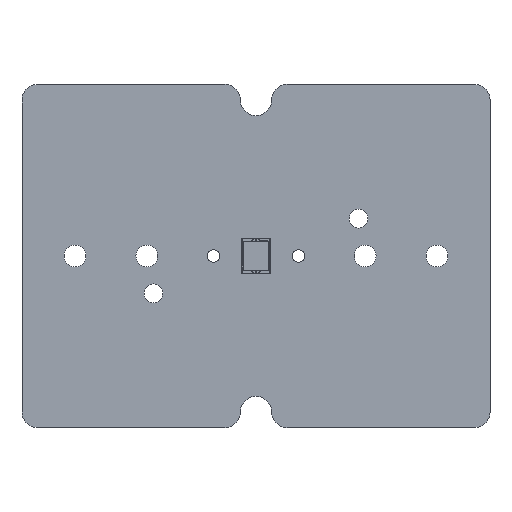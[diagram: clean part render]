
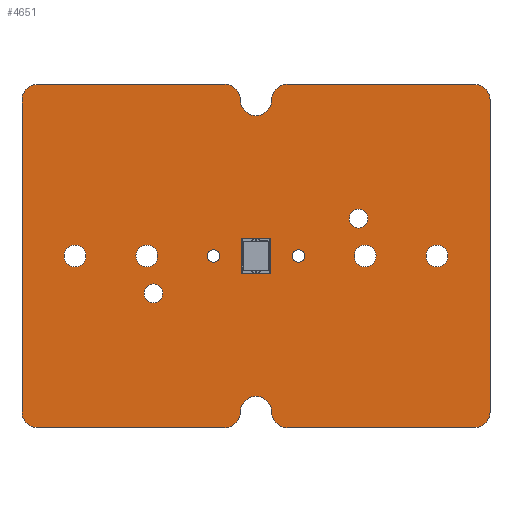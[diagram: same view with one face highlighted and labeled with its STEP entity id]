
A CAD part, top view. The second image highlights one B-rep face of the part: STEP entity #4651.
In plain terms, the highlighted planar face has unit normal (0, 0, 1).
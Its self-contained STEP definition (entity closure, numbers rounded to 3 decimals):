
#3796 = VERTEX_POINT('',#3797);
#3797 = CARTESIAN_POINT('',(-5.,27.5,1.606));
#3803 = EDGE_CURVE('',#3796,#3804,#3806,.T.);
#3804 = VERTEX_POINT('',#3805);
#3805 = CARTESIAN_POINT('',(-2.5,25.,1.606));
#3806 = CIRCLE('',#3807,2.5);
#3807 = AXIS2_PLACEMENT_3D('',#3808,#3809,#3810);
#3808 = CARTESIAN_POINT('',(-5.,25.,1.606));
#3809 = DIRECTION('',(0.,0.,-1.));
#3810 = DIRECTION('',(0.,1.,0.));
#3836 = EDGE_CURVE('',#3804,#3837,#3839,.T.);
#3837 = VERTEX_POINT('',#3838);
#3838 = CARTESIAN_POINT('',(2.5,25.,1.606));
#3839 = CIRCLE('',#3840,2.5);
#3840 = AXIS2_PLACEMENT_3D('',#3841,#3842,#3843);
#3841 = CARTESIAN_POINT('',(0.,25.,1.606));
#3842 = DIRECTION('',(0.,0.,1.));
#3843 = DIRECTION('',(-1.,0.,-0.));
#3869 = EDGE_CURVE('',#3837,#3870,#3872,.T.);
#3870 = VERTEX_POINT('',#3871);
#3871 = CARTESIAN_POINT('',(5.,27.5,1.606));
#3872 = CIRCLE('',#3873,2.5);
#3873 = AXIS2_PLACEMENT_3D('',#3874,#3875,#3876);
#3874 = CARTESIAN_POINT('',(5.,25.,1.606));
#3875 = DIRECTION('',(0.,0.,-1.));
#3876 = DIRECTION('',(-1.,0.,-0.));
#3902 = EDGE_CURVE('',#3870,#3903,#3905,.T.);
#3903 = VERTEX_POINT('',#3904);
#3904 = CARTESIAN_POINT('',(35.,27.5,1.606));
#3905 = LINE('',#3906,#3907);
#3906 = CARTESIAN_POINT('',(5.,27.5,1.606));
#3907 = VECTOR('',#3908,1.);
#3908 = DIRECTION('',(1.,0.,0.));
#3933 = EDGE_CURVE('',#3903,#3934,#3936,.T.);
#3934 = VERTEX_POINT('',#3935);
#3935 = CARTESIAN_POINT('',(37.5,25.,1.606));
#3936 = CIRCLE('',#3937,2.5);
#3937 = AXIS2_PLACEMENT_3D('',#3938,#3939,#3940);
#3938 = CARTESIAN_POINT('',(35.,25.,1.606));
#3939 = DIRECTION('',(0.,0.,-1.));
#3940 = DIRECTION('',(0.,1.,0.));
#3966 = EDGE_CURVE('',#3934,#3967,#3969,.T.);
#3967 = VERTEX_POINT('',#3968);
#3968 = CARTESIAN_POINT('',(37.5,-25.,1.606));
#3969 = LINE('',#3970,#3971);
#3970 = CARTESIAN_POINT('',(37.5,25.,1.606));
#3971 = VECTOR('',#3972,1.);
#3972 = DIRECTION('',(0.,-1.,0.));
#3997 = EDGE_CURVE('',#3967,#3998,#4000,.T.);
#3998 = VERTEX_POINT('',#3999);
#3999 = CARTESIAN_POINT('',(35.,-27.5,1.606));
#4000 = CIRCLE('',#4001,2.5);
#4001 = AXIS2_PLACEMENT_3D('',#4002,#4003,#4004);
#4002 = CARTESIAN_POINT('',(35.,-25.,1.606));
#4003 = DIRECTION('',(0.,0.,-1.));
#4004 = DIRECTION('',(1.,0.,0.));
#4030 = EDGE_CURVE('',#3998,#4031,#4033,.T.);
#4031 = VERTEX_POINT('',#4032);
#4032 = CARTESIAN_POINT('',(5.,-27.5,1.606));
#4033 = LINE('',#4034,#4035);
#4034 = CARTESIAN_POINT('',(35.,-27.5,1.606));
#4035 = VECTOR('',#4036,1.);
#4036 = DIRECTION('',(-1.,0.,0.));
#4061 = EDGE_CURVE('',#4031,#4062,#4064,.T.);
#4062 = VERTEX_POINT('',#4063);
#4063 = CARTESIAN_POINT('',(2.5,-25.,1.606));
#4064 = CIRCLE('',#4065,2.5);
#4065 = AXIS2_PLACEMENT_3D('',#4066,#4067,#4068);
#4066 = CARTESIAN_POINT('',(5.,-25.,1.606));
#4067 = DIRECTION('',(0.,0.,-1.));
#4068 = DIRECTION('',(0.,-1.,0.));
#4094 = EDGE_CURVE('',#4062,#4095,#4097,.T.);
#4095 = VERTEX_POINT('',#4096);
#4096 = CARTESIAN_POINT('',(0.,-22.5,1.606));
#4097 = CIRCLE('',#4098,2.5);
#4098 = AXIS2_PLACEMENT_3D('',#4099,#4100,#4101);
#4099 = CARTESIAN_POINT('',(0.,-25.,1.606));
#4100 = DIRECTION('',(0.,0.,1.));
#4101 = DIRECTION('',(1.,0.,0.));
#4127 = EDGE_CURVE('',#4095,#4128,#4130,.T.);
#4128 = VERTEX_POINT('',#4129);
#4129 = CARTESIAN_POINT('',(-2.5,-25.,1.606));
#4130 = CIRCLE('',#4131,2.5);
#4131 = AXIS2_PLACEMENT_3D('',#4132,#4133,#4134);
#4132 = CARTESIAN_POINT('',(0.,-25.,1.606)
  );
#4133 = DIRECTION('',(0.,0.,1.));
#4134 = DIRECTION('',(0.,1.,-0.));
#4160 = EDGE_CURVE('',#4128,#4161,#4163,.T.);
#4161 = VERTEX_POINT('',#4162);
#4162 = CARTESIAN_POINT('',(-5.,-27.5,1.606));
#4163 = CIRCLE('',#4164,2.5);
#4164 = AXIS2_PLACEMENT_3D('',#4165,#4166,#4167);
#4165 = CARTESIAN_POINT('',(-5.,-25.,1.606));
#4166 = DIRECTION('',(0.,0.,-1.));
#4167 = DIRECTION('',(1.,0.,0.));
#4193 = EDGE_CURVE('',#4161,#4194,#4196,.T.);
#4194 = VERTEX_POINT('',#4195);
#4195 = CARTESIAN_POINT('',(-35.,-27.5,1.606));
#4196 = LINE('',#4197,#4198);
#4197 = CARTESIAN_POINT('',(-5.,-27.5,1.606));
#4198 = VECTOR('',#4199,1.);
#4199 = DIRECTION('',(-1.,0.,0.));
#4224 = EDGE_CURVE('',#4194,#4225,#4227,.T.);
#4225 = VERTEX_POINT('',#4226);
#4226 = CARTESIAN_POINT('',(-37.5,-25.,1.606));
#4227 = CIRCLE('',#4228,2.5);
#4228 = AXIS2_PLACEMENT_3D('',#4229,#4230,#4231);
#4229 = CARTESIAN_POINT('',(-35.,-25.,1.606));
#4230 = DIRECTION('',(0.,0.,-1.));
#4231 = DIRECTION('',(0.,-1.,0.));
#4257 = EDGE_CURVE('',#4225,#4258,#4260,.T.);
#4258 = VERTEX_POINT('',#4259);
#4259 = CARTESIAN_POINT('',(-37.5,25.,1.606));
#4260 = LINE('',#4261,#4262);
#4261 = CARTESIAN_POINT('',(-37.5,-25.,1.606));
#4262 = VECTOR('',#4263,1.);
#4263 = DIRECTION('',(0.,1.,0.));
#4288 = EDGE_CURVE('',#4258,#4289,#4291,.T.);
#4289 = VERTEX_POINT('',#4290);
#4290 = CARTESIAN_POINT('',(-35.,27.5,1.606));
#4291 = CIRCLE('',#4292,2.5);
#4292 = AXIS2_PLACEMENT_3D('',#4293,#4294,#4295);
#4293 = CARTESIAN_POINT('',(-35.,25.,1.606));
#4294 = DIRECTION('',(0.,0.,-1.));
#4295 = DIRECTION('',(-1.,0.,-0.));
#4321 = EDGE_CURVE('',#4289,#3796,#4322,.T.);
#4322 = LINE('',#4323,#4324);
#4323 = CARTESIAN_POINT('',(-35.,27.5,1.606));
#4324 = VECTOR('',#4325,1.);
#4325 = DIRECTION('',(1.,0.,0.));
#4345 = VERTEX_POINT('',#4346);
#4346 = CARTESIAN_POINT('',(-14.945,-5.985,1.606));
#4352 = EDGE_CURVE('',#4345,#4345,#4353,.T.);
#4353 = CIRCLE('',#4354,1.5);
#4354 = AXIS2_PLACEMENT_3D('',#4355,#4356,#4357);
#4355 = CARTESIAN_POINT('',(-16.445,-5.985,1.606));
#4356 = DIRECTION('',(0.,0.,1.));
#4357 = DIRECTION('',(1.,0.,-0.));
#4378 = VERTEX_POINT('',#4379);
#4379 = CARTESIAN_POINT('',(-27.25,0.,1.606));
#4385 = EDGE_CURVE('',#4378,#4378,#4386,.T.);
#4386 = CIRCLE('',#4387,1.75);
#4387 = AXIS2_PLACEMENT_3D('',#4388,#4389,#4390);
#4388 = CARTESIAN_POINT('',(-29.,0.,1.606));
#4389 = DIRECTION('',(0.,0.,1.));
#4390 = DIRECTION('',(1.,0.,-0.));
#4411 = VERTEX_POINT('',#4412);
#4412 = CARTESIAN_POINT('',(-15.75,0.,1.606));
#4418 = EDGE_CURVE('',#4411,#4411,#4419,.T.);
#4419 = CIRCLE('',#4420,1.75);
#4420 = AXIS2_PLACEMENT_3D('',#4421,#4422,#4423);
#4421 = CARTESIAN_POINT('',(-17.5,0.,1.606));
#4422 = DIRECTION('',(0.,0.,1.));
#4423 = DIRECTION('',(1.,0.,-0.));
#4444 = VERTEX_POINT('',#4445);
#4445 = CARTESIAN_POINT('',(19.25,0.,1.606));
#4451 = EDGE_CURVE('',#4444,#4444,#4452,.T.);
#4452 = CIRCLE('',#4453,1.75);
#4453 = AXIS2_PLACEMENT_3D('',#4454,#4455,#4456);
#4454 = CARTESIAN_POINT('',(17.5,0.,1.606));
#4455 = DIRECTION('',(0.,0.,1.));
#4456 = DIRECTION('',(1.,0.,-0.));
#4477 = VERTEX_POINT('',#4478);
#4478 = CARTESIAN_POINT('',(30.75,0.,1.606));
#4484 = EDGE_CURVE('',#4477,#4477,#4485,.T.);
#4485 = CIRCLE('',#4486,1.75);
#4486 = AXIS2_PLACEMENT_3D('',#4487,#4488,#4489);
#4487 = CARTESIAN_POINT('',(29.,0.,1.606));
#4488 = DIRECTION('',(0.,0.,1.));
#4489 = DIRECTION('',(1.,0.,-0.));
#4510 = VERTEX_POINT('',#4511);
#4511 = CARTESIAN_POINT('',(-5.8,0.,1.606));
#4517 = EDGE_CURVE('',#4510,#4510,#4518,.T.);
#4518 = CIRCLE('',#4519,1.);
#4519 = AXIS2_PLACEMENT_3D('',#4520,#4521,#4522);
#4520 = CARTESIAN_POINT('',(-6.8,0.,1.606));
#4521 = DIRECTION('',(0.,0.,1.));
#4522 = DIRECTION('',(1.,0.,-0.));
#4543 = VERTEX_POINT('',#4544);
#4544 = CARTESIAN_POINT('',(7.8,0.,1.606));
#4550 = EDGE_CURVE('',#4543,#4543,#4551,.T.);
#4551 = CIRCLE('',#4552,1.);
#4552 = AXIS2_PLACEMENT_3D('',#4553,#4554,#4555);
#4553 = CARTESIAN_POINT('',(6.8,0.,1.606));
#4554 = DIRECTION('',(0.,0.,1.));
#4555 = DIRECTION('',(1.,0.,-0.));
#4576 = VERTEX_POINT('',#4577);
#4577 = CARTESIAN_POINT('',(17.945,5.985,1.606));
#4583 = EDGE_CURVE('',#4576,#4576,#4584,.T.);
#4584 = CIRCLE('',#4585,1.5);
#4585 = AXIS2_PLACEMENT_3D('',#4586,#4587,#4588);
#4586 = CARTESIAN_POINT('',(16.445,5.985,1.606));
#4587 = DIRECTION('',(0.,0.,1.));
#4588 = DIRECTION('',(1.,0.,-0.));
#4651 = ADVANCED_FACE('',(#4652,#4671,#4674,#4677,#4680,#4683,#4686,
    #4689,#4692),#4695,.T.);
#4652 = FACE_BOUND('',#4653,.F.);
#4653 = EDGE_LOOP('',(#4654,#4655,#4656,#4657,#4658,#4659,#4660,#4661,
    #4662,#4663,#4664,#4665,#4666,#4667,#4668,#4669,#4670));
#4654 = ORIENTED_EDGE('',*,*,#3803,.T.);
#4655 = ORIENTED_EDGE('',*,*,#3836,.T.);
#4656 = ORIENTED_EDGE('',*,*,#3869,.T.);
#4657 = ORIENTED_EDGE('',*,*,#3902,.T.);
#4658 = ORIENTED_EDGE('',*,*,#3933,.T.);
#4659 = ORIENTED_EDGE('',*,*,#3966,.T.);
#4660 = ORIENTED_EDGE('',*,*,#3997,.T.);
#4661 = ORIENTED_EDGE('',*,*,#4030,.T.);
#4662 = ORIENTED_EDGE('',*,*,#4061,.T.);
#4663 = ORIENTED_EDGE('',*,*,#4094,.T.);
#4664 = ORIENTED_EDGE('',*,*,#4127,.T.);
#4665 = ORIENTED_EDGE('',*,*,#4160,.T.);
#4666 = ORIENTED_EDGE('',*,*,#4193,.T.);
#4667 = ORIENTED_EDGE('',*,*,#4224,.T.);
#4668 = ORIENTED_EDGE('',*,*,#4257,.T.);
#4669 = ORIENTED_EDGE('',*,*,#4288,.T.);
#4670 = ORIENTED_EDGE('',*,*,#4321,.T.);
#4671 = FACE_BOUND('',#4672,.F.);
#4672 = EDGE_LOOP('',(#4673));
#4673 = ORIENTED_EDGE('',*,*,#4352,.T.);
#4674 = FACE_BOUND('',#4675,.F.);
#4675 = EDGE_LOOP('',(#4676));
#4676 = ORIENTED_EDGE('',*,*,#4385,.T.);
#4677 = FACE_BOUND('',#4678,.F.);
#4678 = EDGE_LOOP('',(#4679));
#4679 = ORIENTED_EDGE('',*,*,#4418,.T.);
#4680 = FACE_BOUND('',#4681,.F.);
#4681 = EDGE_LOOP('',(#4682));
#4682 = ORIENTED_EDGE('',*,*,#4451,.T.);
#4683 = FACE_BOUND('',#4684,.F.);
#4684 = EDGE_LOOP('',(#4685));
#4685 = ORIENTED_EDGE('',*,*,#4484,.T.);
#4686 = FACE_BOUND('',#4687,.F.);
#4687 = EDGE_LOOP('',(#4688));
#4688 = ORIENTED_EDGE('',*,*,#4517,.T.);
#4689 = FACE_BOUND('',#4690,.F.);
#4690 = EDGE_LOOP('',(#4691));
#4691 = ORIENTED_EDGE('',*,*,#4550,.T.);
#4692 = FACE_BOUND('',#4693,.F.);
#4693 = EDGE_LOOP('',(#4694));
#4694 = ORIENTED_EDGE('',*,*,#4583,.T.);
#4695 = PLANE('',#4696);
#4696 = AXIS2_PLACEMENT_3D('',#4697,#4698,#4699);
#4697 = CARTESIAN_POINT('',(0.,0.,1.606));
#4698 = DIRECTION('',(0.,0.,1.));
#4699 = DIRECTION('',(1.,0.,-0.));
